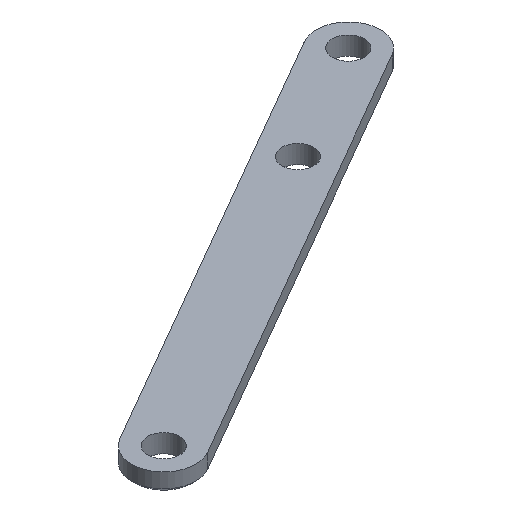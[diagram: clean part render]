
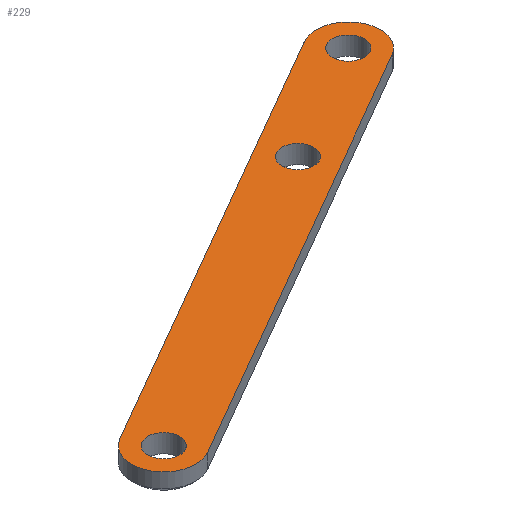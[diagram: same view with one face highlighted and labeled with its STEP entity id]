
A CAD part, isometric view. The second image highlights one B-rep face of the part: STEP entity #229.
In plain terms, the highlighted planar face has unit normal (0, 0, 1).
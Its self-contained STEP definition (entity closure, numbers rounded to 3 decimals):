
#18=FACE_BOUND('',#69,.T.);
#19=FACE_BOUND('',#70,.T.);
#20=FACE_BOUND('',#71,.T.);
#30=CIRCLE('',#253,3.5);
#34=CIRCLE('',#260,1.75);
#35=CIRCLE('',#262,1.75);
#36=CIRCLE('',#264,1.75);
#37=CIRCLE('',#267,3.5);
#52=FACE_OUTER_BOUND('',#68,.T.);
#68=EDGE_LOOP('',(#204,#205,#206,#207));
#69=EDGE_LOOP('',(#208));
#70=EDGE_LOOP('',(#209));
#71=EDGE_LOOP('',(#210));
#83=LINE('',#372,#100);
#87=LINE('',#394,#104);
#100=VECTOR('',#304,10.);
#104=VECTOR('',#330,10.);
#114=VERTEX_POINT('',#364);
#115=VERTEX_POINT('',#366);
#116=VERTEX_POINT('',#370);
#120=VERTEX_POINT('',#381);
#121=VERTEX_POINT('',#385);
#122=VERTEX_POINT('',#389);
#123=VERTEX_POINT('',#393);
#137=EDGE_CURVE('',#115,#114,#30,.T.);
#140=EDGE_CURVE('',#114,#116,#83,.T.);
#145=EDGE_CURVE('',#120,#120,#34,.T.);
#146=EDGE_CURVE('',#121,#121,#35,.T.);
#148=EDGE_CURVE('',#122,#122,#36,.T.);
#150=EDGE_CURVE('',#123,#115,#87,.T.);
#152=EDGE_CURVE('',#116,#123,#37,.T.);
#204=ORIENTED_EDGE('',*,*,#152,.T.);
#205=ORIENTED_EDGE('',*,*,#150,.T.);
#206=ORIENTED_EDGE('',*,*,#137,.T.);
#207=ORIENTED_EDGE('',*,*,#140,.T.);
#208=ORIENTED_EDGE('',*,*,#145,.T.);
#209=ORIENTED_EDGE('',*,*,#148,.T.);
#210=ORIENTED_EDGE('',*,*,#146,.T.);
#216=PLANE('',#268);
#229=ADVANCED_FACE('',(#52,#18,#19,#20),#216,.T.);
#253=AXIS2_PLACEMENT_3D('',#367,#298,#299);
#260=AXIS2_PLACEMENT_3D('',#383,#316,#317);
#262=AXIS2_PLACEMENT_3D('',#386,#320,#321);
#264=AXIS2_PLACEMENT_3D('',#390,#325,#326);
#267=AXIS2_PLACEMENT_3D('',#397,#334,#335);
#268=AXIS2_PLACEMENT_3D('',#398,#336,#337);
#298=DIRECTION('center_axis',(0.,0.,
1.));
#299=DIRECTION('ref_axis',(0.5,-0.866,0.));
#304=DIRECTION('',(-0.866,-0.5,0.));
#316=DIRECTION('center_axis',(0.,0.,
-1.));
#317=DIRECTION('ref_axis',(1.,0.,0.));
#320=DIRECTION('center_axis',(0.,0.,
-1.));
#321=DIRECTION('ref_axis',(1.,0.,0.));
#325=DIRECTION('center_axis',(0.,0.,
-1.));
#326=DIRECTION('ref_axis',(1.,0.,0.));
#330=DIRECTION('',(0.866,0.5,0.));
#334=DIRECTION('center_axis',(0.,0.,
1.));
#335=DIRECTION('ref_axis',(-0.5,0.866,0.));
#336=DIRECTION('center_axis',(0.,0.,
1.));
#337=DIRECTION('ref_axis',(1.,0.,0.));
#364=CARTESIAN_POINT('',(67.649,75.385,-18.3));
#366=CARTESIAN_POINT('',(71.149,69.323,-18.3));
#367=CARTESIAN_POINT('Origin',(69.399,72.354,-18.3));
#370=CARTESIAN_POINT('',(20.018,47.885,-18.3));
#372=CARTESIAN_POINT('',(67.649,75.385,-18.3));
#381=CARTESIAN_POINT('',(67.649,72.354,-18.3));
#383=CARTESIAN_POINT('Origin',(69.399,72.354,-18.3));
#385=CARTESIAN_POINT('',(54.659,64.854,-18.3));
#386=CARTESIAN_POINT('Origin',(56.409,64.854,-18.3));
#389=CARTESIAN_POINT('',(20.018,44.854,-18.3));
#390=CARTESIAN_POINT('Origin',(21.768,44.854,-18.3));
#393=CARTESIAN_POINT('',(23.518,41.823,-18.3));
#394=CARTESIAN_POINT('',(23.518,41.823,-18.3));
#397=CARTESIAN_POINT('Origin',(21.768,44.854,-18.3));
#398=CARTESIAN_POINT('Origin',(39.089,54.854,-18.3));
